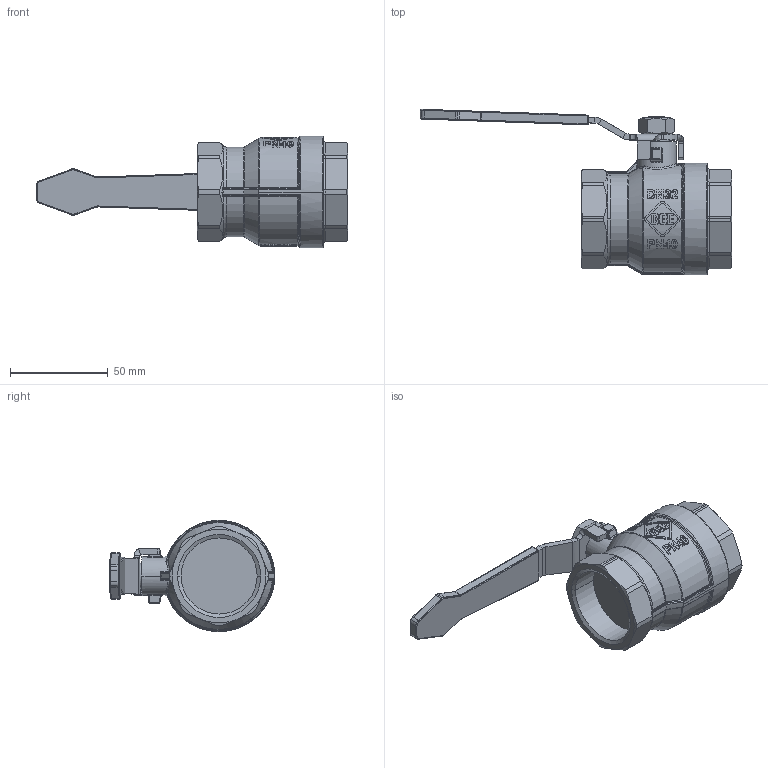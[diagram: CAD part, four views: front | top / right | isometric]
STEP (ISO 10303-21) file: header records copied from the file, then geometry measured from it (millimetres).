
FILE_DESCRIPTION(('STEP AP214'),'1');
FILE_NAME('valve_990-1_1_4.stp','2017-11-27T10:34:18',('TraceParts'),('TraceParts S.A.'),'Spatial InterOp 3D',' ',' ');
FILE_SCHEMA(('automotive_design'));
Length unit declared in the file: millimetre
Products named in the file (1): valve_990-1_1_4
Bounding box: 159.52 x 84.72 x 57 mm (x, y, z)
Volume: 146127.5 mm3; surface area: 29414.1 mm2
Topology: 1 solids, 1 shells, 1179 faces, 3105 edges, 1997 vertices
Faces by surface type: plane 472, bspline 326, cylinder 275, torus 49, cone 43, sphere 14
Entity records: 51665 total; most frequent: CARTESIAN_POINT 15145, ORIENTED_EDGE 6186, DIRECTION 4731, EDGE_CURVE 3093, VERTEX_POINT 1997, AXIS2_PLACEMENT_3D 1591, LINE 1549, VECTOR 1549
